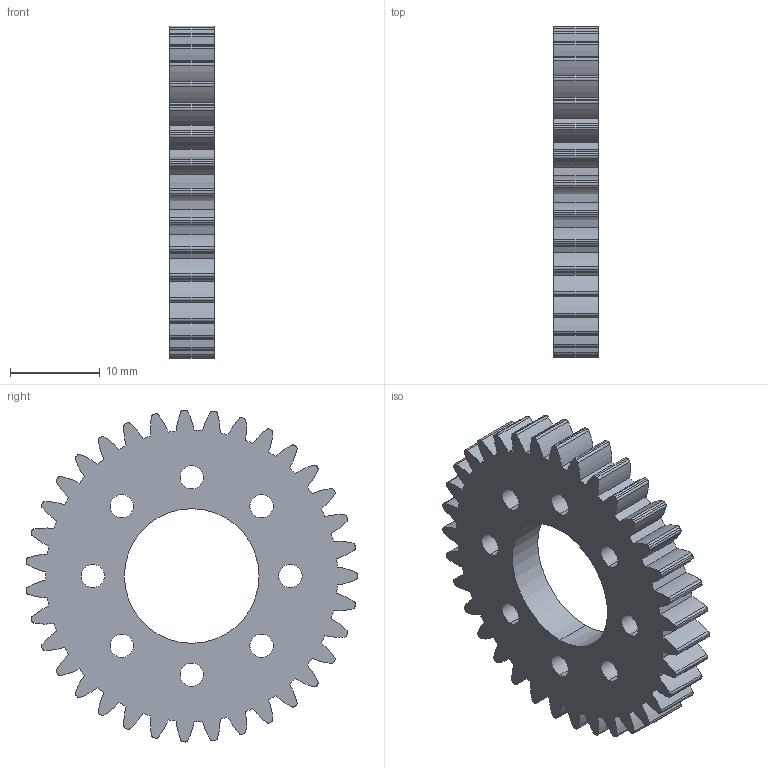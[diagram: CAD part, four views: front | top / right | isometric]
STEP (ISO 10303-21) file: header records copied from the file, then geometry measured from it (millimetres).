
FILE_DESCRIPTION (( 'STEP AP214' ), '1' );
FILE_NAME ('SH1035printed.STEP', '2017-09-26T09:52:49', ( '' ), ( '' ), 'SwSTEP 2.0', 'SolidWorks 2016', '' );
FILE_SCHEMA (( 'AUTOMOTIVE_DESIGN' ));
Length unit declared in the file: millimetre
Products named in the file (2): SH1035printed
Bounding box: 5 x 36.94 x 36.97 mm (x, y, z)
Volume: 3131.5 mm3; surface area: 3082.3 mm2
Topology: 1 solids, 1 shells, 249 faces, 738 edges, 492 vertices
Faces by surface type: cylinder 246, plane 3
Entity records: 8729 total; most frequent: DIRECTION 1732, CARTESIAN_POINT 1481, ORIENTED_EDGE 1476, AXIS2_PLACEMENT_3D 743, EDGE_CURVE 738, VERTEX_POINT 492, CIRCLE 492, EDGE_LOOP 268
